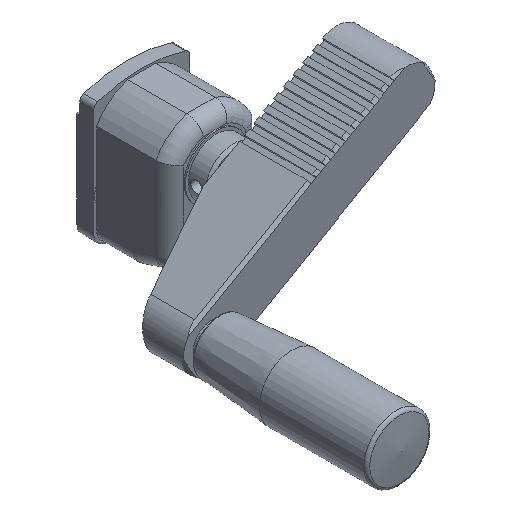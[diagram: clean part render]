
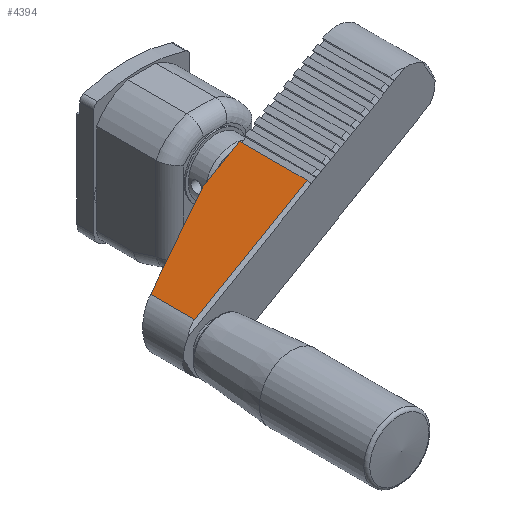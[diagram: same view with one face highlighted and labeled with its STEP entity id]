
A CAD part, isometric view. The second image highlights one B-rep face of the part: STEP entity #4394.
In plain terms, the highlighted planar face has unit normal (-0.498, 0, 0.867).
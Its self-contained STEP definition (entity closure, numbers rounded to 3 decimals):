
#147=LINE('',#7459,#614);
#234=LINE('',#7641,#701);
#251=LINE('',#7672,#718);
#252=LINE('',#7674,#719);
#253=LINE('',#7676,#720);
#614=VECTOR('',#6208,1000.);
#701=VECTOR('',#6349,1000.);
#718=VECTOR('',#6388,1000.);
#719=VECTOR('',#6389,1000.);
#720=VECTOR('',#6390,1000.);
#1126=PLANE('',#5756);
#1517=ORIENTED_EDGE('',*,*,#2609,.T.);
#1518=ORIENTED_EDGE('',*,*,#2715,.T.);
#1519=ORIENTED_EDGE('',*,*,#2716,.T.);
#1520=ORIENTED_EDGE('',*,*,#2717,.T.);
#1521=ORIENTED_EDGE('',*,*,#2696,.T.);
#2609=EDGE_CURVE('',#3219,#3221,#147,.T.);
#2696=EDGE_CURVE('',#3290,#3219,#234,.T.);
#2715=EDGE_CURVE('',#3221,#3293,#251,.T.);
#2716=EDGE_CURVE('',#3293,#3294,#252,.T.);
#2717=EDGE_CURVE('',#3294,#3290,#253,.T.);
#3219=VERTEX_POINT('',#7454);
#3221=VERTEX_POINT('',#7458);
#3290=VERTEX_POINT('',#7642);
#3293=VERTEX_POINT('',#7673);
#3294=VERTEX_POINT('',#7675);
#3722=EDGE_LOOP('',(#1517,#1518,#1519,#1520,#1521));
#4042=FACE_BOUND('',#3722,.T.);
#4394=ADVANCED_FACE('',(#4042),#1126,.T.);
#5756=AXIS2_PLACEMENT_3D('',#7671,#6386,#6387);
#6208=DIRECTION('',(0.,1.,0.));
#6349=DIRECTION('',(0.867,0.,0.498));
#6386=DIRECTION('',(-0.498,0.,0.867));
#6387=DIRECTION('',(0.,-1.,0.));
#6388=DIRECTION('',(-0.867,0.,-0.498));
#6389=DIRECTION('',(-0.837,-0.259,-0.481));
#6390=DIRECTION('',(0.,-1.,0.));
#7454=CARTESIAN_POINT('',(0.22,-58.486,11.66));
#7458=CARTESIAN_POINT('',(0.22,-34.486,11.66));
#7459=CARTESIAN_POINT('',(0.22,-53.816,11.66));
#7641=CARTESIAN_POINT('',(17.612,-58.486,21.655));
#7642=CARTESIAN_POINT('',(-39.664,-58.486,-11.26));
#7671=CARTESIAN_POINT('',(-3.144,-48.146,9.727));
#7672=CARTESIAN_POINT('',(38.369,-34.486,33.583));
#7673=CARTESIAN_POINT('',(-12.74,-34.486,4.212));
#7674=CARTESIAN_POINT('',(-12.74,-34.486,4.212));
#7675=CARTESIAN_POINT('',(-39.664,-42.807,-11.26));
#7676=CARTESIAN_POINT('',(-39.664,-59.486,-11.26));
